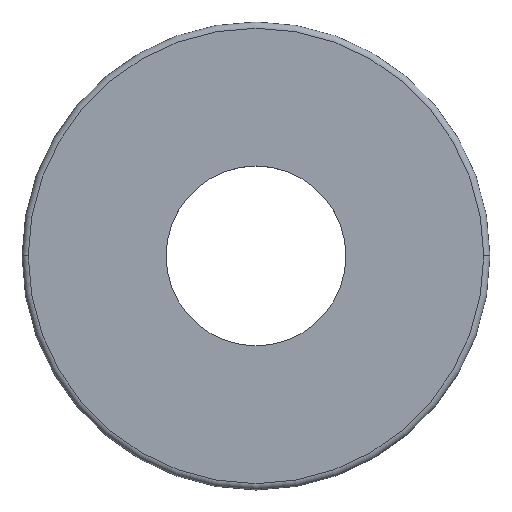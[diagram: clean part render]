
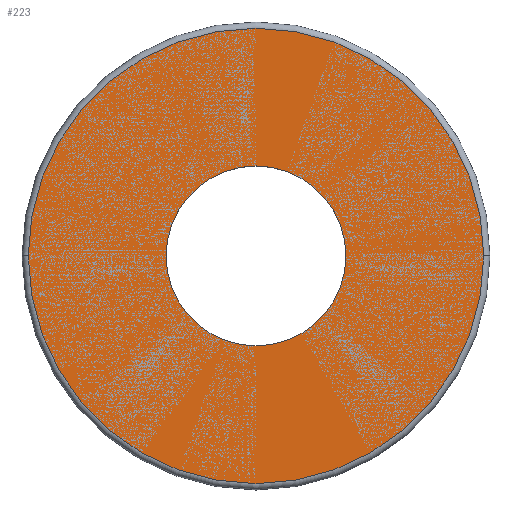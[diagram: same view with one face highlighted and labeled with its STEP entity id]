
A CAD part, top view. The second image highlights one B-rep face of the part: STEP entity #223.
In plain terms, the highlighted planar face has unit normal (0, 0, 1).
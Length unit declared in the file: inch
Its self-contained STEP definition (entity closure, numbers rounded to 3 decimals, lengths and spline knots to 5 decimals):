
#2=CARTESIAN_POINT('',(0.,0.,0.));
#3=DIRECTION('',(0.,0.,-1.));
#4=DIRECTION('',(1.,0.,0.));
#5=AXIS2_PLACEMENT_3D('',#2,#3,#4);
#7=CARTESIAN_POINT('',(0.,0.,0.));
#8=DIRECTION('',(0.,0.,-1.));
#9=DIRECTION('',(-1.,0.,0.));
#10=AXIS2_PLACEMENT_3D('',#7,#8,#9);
#12=CARTESIAN_POINT('',(0.,0.,0.));
#13=DIRECTION('',(0.,0.,1.));
#14=DIRECTION('',(-1.,0.,0.));
#15=AXIS2_PLACEMENT_3D('',#12,#13,#14);
#17=CARTESIAN_POINT('',(0.,0.,0.));
#18=DIRECTION('',(0.,0.,1.));
#19=DIRECTION('',(1.,0.,0.));
#20=AXIS2_PLACEMENT_3D('',#17,#18,#19);
#162=CARTESIAN_POINT('',(0.4325,0.,0.));
#163=CARTESIAN_POINT('',(-0.4325,0.,0.));
#164=VERTEX_POINT('',#162);
#165=VERTEX_POINT('',#163);
#170=CARTESIAN_POINT('',(-1.095,0.,0.));
#171=CARTESIAN_POINT('',(1.095,0.,0.));
#172=VERTEX_POINT('',#170);
#173=VERTEX_POINT('',#171);
#206=CARTESIAN_POINT('',(0.,0.,0.));
#207=DIRECTION('',(0.,0.,1.));
#208=DIRECTION('',(1.,0.,0.));
#209=AXIS2_PLACEMENT_3D('',#206,#207,#208);
#210=PLANE('',#209);
#212=ORIENTED_EDGE('',*,*,#211,.F.);
#214=ORIENTED_EDGE('',*,*,#213,.F.);
#215=EDGE_LOOP('',(#212,#214));
#216=FACE_OUTER_BOUND('',#215,.F.);
#218=ORIENTED_EDGE('',*,*,#217,.F.);
#220=ORIENTED_EDGE('',*,*,#219,.F.);
#221=EDGE_LOOP('',(#218,#220));
#222=FACE_BOUND('',#221,.F.);
#223=ADVANCED_FACE('',(#216,#222),#210,.T.);
#6=CIRCLE('',#5,0.4325);
#11=CIRCLE('',#10,0.4325);
#16=CIRCLE('',#15,1.095);
#21=CIRCLE('',#20,1.095);
#211=EDGE_CURVE('',#172,#173,#16,.T.);
#213=EDGE_CURVE('',#173,#172,#21,.T.);
#217=EDGE_CURVE('',#164,#165,#6,.T.);
#219=EDGE_CURVE('',#165,#164,#11,.T.);
